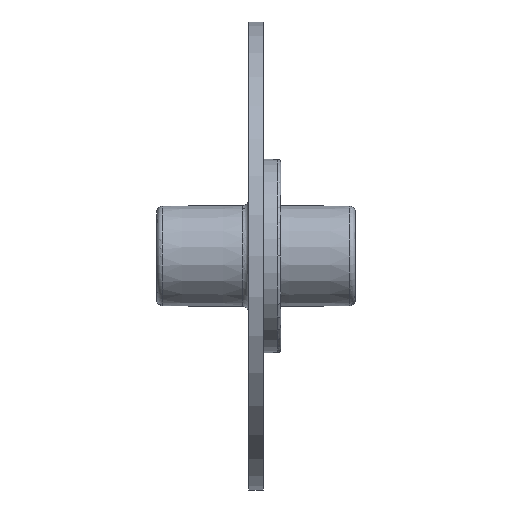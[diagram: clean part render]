
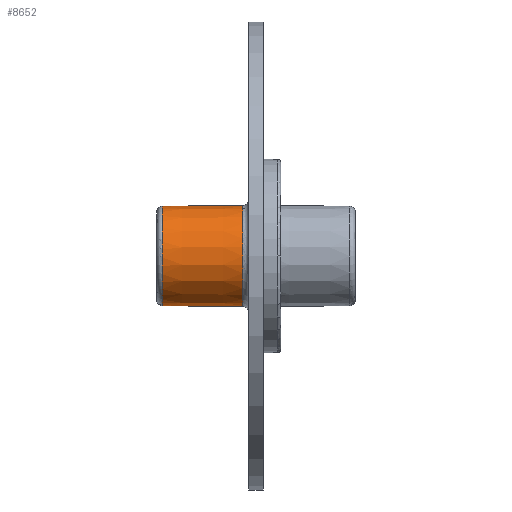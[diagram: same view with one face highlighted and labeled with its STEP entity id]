
A CAD part, left-side view. The second image highlights one B-rep face of the part: STEP entity #8652.
In plain terms, the highlighted conical face has half-angle 0.5 degrees and reference radius 25.4 mm.
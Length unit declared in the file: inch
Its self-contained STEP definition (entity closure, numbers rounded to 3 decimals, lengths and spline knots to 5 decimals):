
#22=CONICAL_SURFACE('',#9466,1.,0.009);
#813=FACE_OUTER_BOUND('',#1408,.T.);
#1408=EDGE_LOOP('',(#7800,#7801,#7802,#7803,#7804,#7805));
#2181=LINE('',#14330,#2998);
#2998=VECTOR('',#11772,1.);
#3465=CIRCLE('',#9457,0.16986);
#3466=CIRCLE('',#9458,0.16986);
#3471=CIRCLE('',#9467,0.16749);
#3472=CIRCLE('',#9468,0.16749);
#4238=VERTEX_POINT('',#14311);
#4239=VERTEX_POINT('',#14313);
#4245=VERTEX_POINT('',#14329);
#4246=VERTEX_POINT('',#14331);
#5444=EDGE_CURVE('',#4239,#4238,#3465,.T.);
#5445=EDGE_CURVE('',#4238,#4239,#3466,.T.);
#5452=EDGE_CURVE('',#4238,#4245,#2181,.T.);
#5453=EDGE_CURVE('',#4245,#4246,#3471,.T.);
#5454=EDGE_CURVE('',#4246,#4245,#3472,.T.);
#7800=ORIENTED_EDGE('',*,*,#5444,.T.);
#7801=ORIENTED_EDGE('',*,*,#5452,.T.);
#7802=ORIENTED_EDGE('',*,*,#5453,.T.);
#7803=ORIENTED_EDGE('',*,*,#5454,.T.);
#7804=ORIENTED_EDGE('',*,*,#5452,.F.);
#7805=ORIENTED_EDGE('',*,*,#5445,.T.);
#8652=ADVANCED_FACE('',(#813),#22,.T.);
#9457=AXIS2_PLACEMENT_3D('',#14314,#11752,#11753);
#9458=AXIS2_PLACEMENT_3D('',#14315,#11754,#11755);
#9466=AXIS2_PLACEMENT_3D('',#14328,#11770,#11771);
#9467=AXIS2_PLACEMENT_3D('',#14332,#11773,#11774);
#9468=AXIS2_PLACEMENT_3D('',#14333,#11775,#11776);
#11752=DIRECTION('center_axis',(0.,1.,0.));
#11753=DIRECTION('ref_axis',(1.,0.,-0.022));
#11754=DIRECTION('center_axis',(0.,1.,0.));
#11755=DIRECTION('ref_axis',(1.,0.,-0.022));
#11770=DIRECTION('center_axis',(0.,-1.,0.));
#11771=DIRECTION('ref_axis',(0.,0.,-1.));
#11772=DIRECTION('',(0.,1.,-0.009));
#11773=DIRECTION('center_axis',(0.,-1.,0.));
#11774=DIRECTION('ref_axis',(-1.,0.,0.));
#11775=DIRECTION('center_axis',(0.,-1.,0.));
#11776=DIRECTION('ref_axis',(-1.,0.,0.));
#14311=CARTESIAN_POINT('',(0.,0.04412,0.16986));
#14313=CARTESIAN_POINT('',(0.,0.04412,-0.16986));
#14314=CARTESIAN_POINT('Origin',(0.,0.04412,0.));
#14315=CARTESIAN_POINT('Origin',(0.,0.04412,0.));
#14328=CARTESIAN_POINT('Origin',(0.,-95.08071,0.));
#14329=CARTESIAN_POINT('',(0.,0.31513,0.16749));
#14330=CARTESIAN_POINT('',(0.,-95.08071,1.));
#14331=CARTESIAN_POINT('',(-0.16742,0.31513,-0.00505));
#14332=CARTESIAN_POINT('Origin',(0.,0.31513,0.));
#14333=CARTESIAN_POINT('Origin',(0.,0.31513,0.));
